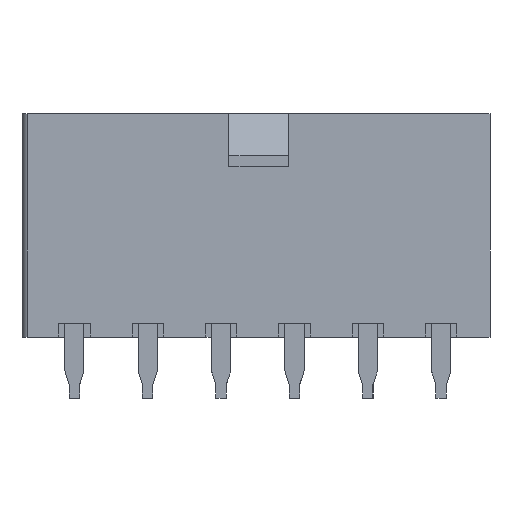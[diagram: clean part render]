
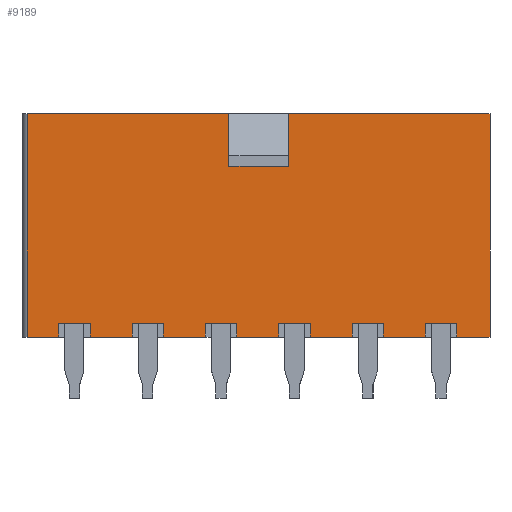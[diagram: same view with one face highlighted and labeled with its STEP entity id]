
A CAD part, front view. The second image highlights one B-rep face of the part: STEP entity #9189.
In plain terms, the highlighted planar face has unit normal (0, -1, 0).
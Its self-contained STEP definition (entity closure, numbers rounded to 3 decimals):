
#518=ORIENTED_EDGE('',*,*,#2998,.F.);
#519=ORIENTED_EDGE('',*,*,#3227,.T.);
#520=ORIENTED_EDGE('',*,*,#3228,.T.);
#521=ORIENTED_EDGE('',*,*,#3229,.T.);
#522=ORIENTED_EDGE('',*,*,#2990,.F.);
#523=ORIENTED_EDGE('',*,*,#3230,.T.);
#524=ORIENTED_EDGE('',*,*,#3100,.T.);
#525=ORIENTED_EDGE('',*,*,#3231,.F.);
#526=ORIENTED_EDGE('',*,*,#3232,.F.);
#527=ORIENTED_EDGE('',*,*,#3233,.T.);
#528=ORIENTED_EDGE('',*,*,#3098,.T.);
#529=ORIENTED_EDGE('',*,*,#2978,.F.);
#530=ORIENTED_EDGE('',*,*,#3038,.F.);
#531=ORIENTED_EDGE('',*,*,#3234,.T.);
#532=ORIENTED_EDGE('',*,*,#3235,.T.);
#533=ORIENTED_EDGE('',*,*,#3236,.T.);
#534=ORIENTED_EDGE('',*,*,#3030,.F.);
#535=ORIENTED_EDGE('',*,*,#3237,.T.);
#536=ORIENTED_EDGE('',*,*,#3238,.T.);
#537=ORIENTED_EDGE('',*,*,#3239,.T.);
#538=ORIENTED_EDGE('',*,*,#3022,.F.);
#539=ORIENTED_EDGE('',*,*,#3240,.T.);
#540=ORIENTED_EDGE('',*,*,#3241,.T.);
#541=ORIENTED_EDGE('',*,*,#3242,.T.);
#542=ORIENTED_EDGE('',*,*,#3014,.F.);
#543=ORIENTED_EDGE('',*,*,#3243,.T.);
#544=ORIENTED_EDGE('',*,*,#3244,.T.);
#545=ORIENTED_EDGE('',*,*,#3245,.T.);
#546=ORIENTED_EDGE('',*,*,#3006,.F.);
#547=ORIENTED_EDGE('',*,*,#3246,.T.);
#548=ORIENTED_EDGE('',*,*,#3247,.T.);
#549=ORIENTED_EDGE('',*,*,#3248,.T.);
#2978=EDGE_CURVE('',#4346,#4343,#5220,.T.);
#2990=EDGE_CURVE('',#4356,#4357,#5232,.T.);
#2998=EDGE_CURVE('',#4364,#4365,#5240,.T.);
#3006=EDGE_CURVE('',#4372,#4373,#5248,.T.);
#3014=EDGE_CURVE('',#4380,#4381,#5256,.T.);
#3022=EDGE_CURVE('',#4388,#4389,#5264,.T.);
#3030=EDGE_CURVE('',#4396,#4397,#5272,.T.);
#3038=EDGE_CURVE('',#4404,#4346,#5280,.T.);
#3098=EDGE_CURVE('',#4453,#4343,#5339,.T.);
#3100=EDGE_CURVE('',#4455,#4454,#5341,.T.);
#3227=EDGE_CURVE('',#4364,#4568,#5467,.T.);
#3228=EDGE_CURVE('',#4568,#4569,#5468,.T.);
#3229=EDGE_CURVE('',#4569,#4357,#5469,.T.);
#3230=EDGE_CURVE('',#4356,#4455,#5470,.T.);
#3231=EDGE_CURVE('',#4570,#4454,#5471,.T.);
#3232=EDGE_CURVE('',#4571,#4570,#5472,.T.);
#3233=EDGE_CURVE('',#4571,#4453,#5473,.T.);
#3234=EDGE_CURVE('',#4404,#4572,#5474,.T.);
#3235=EDGE_CURVE('',#4572,#4573,#5475,.T.);
#3236=EDGE_CURVE('',#4573,#4397,#5476,.T.);
#3237=EDGE_CURVE('',#4396,#4574,#5477,.T.);
#3238=EDGE_CURVE('',#4574,#4575,#5478,.T.);
#3239=EDGE_CURVE('',#4575,#4389,#5479,.T.);
#3240=EDGE_CURVE('',#4388,#4576,#5480,.T.);
#3241=EDGE_CURVE('',#4576,#4577,#5481,.T.);
#3242=EDGE_CURVE('',#4577,#4381,#5482,.T.);
#3243=EDGE_CURVE('',#4380,#4578,#5483,.T.);
#3244=EDGE_CURVE('',#4578,#4579,#5484,.T.);
#3245=EDGE_CURVE('',#4579,#4373,#5485,.T.);
#3246=EDGE_CURVE('',#4372,#4580,#5486,.T.);
#3247=EDGE_CURVE('',#4580,#4581,#5487,.T.);
#3248=EDGE_CURVE('',#4581,#4365,#5488,.T.);
#4343=VERTEX_POINT('',#12702);
#4346=VERTEX_POINT('',#12707);
#4356=VERTEX_POINT('',#12731);
#4357=VERTEX_POINT('',#12733);
#4364=VERTEX_POINT('',#12747);
#4365=VERTEX_POINT('',#12749);
#4372=VERTEX_POINT('',#12763);
#4373=VERTEX_POINT('',#12765);
#4380=VERTEX_POINT('',#12779);
#4381=VERTEX_POINT('',#12781);
#4388=VERTEX_POINT('',#12795);
#4389=VERTEX_POINT('',#12797);
#4396=VERTEX_POINT('',#12811);
#4397=VERTEX_POINT('',#12813);
#4404=VERTEX_POINT('',#12827);
#4453=VERTEX_POINT('',#12939);
#4454=VERTEX_POINT('',#12941);
#4455=VERTEX_POINT('',#12943);
#4568=VERTEX_POINT('',#13193);
#4569=VERTEX_POINT('',#13195);
#4570=VERTEX_POINT('',#13199);
#4571=VERTEX_POINT('',#13201);
#4572=VERTEX_POINT('',#13204);
#4573=VERTEX_POINT('',#13206);
#4574=VERTEX_POINT('',#13209);
#4575=VERTEX_POINT('',#13211);
#4576=VERTEX_POINT('',#13214);
#4577=VERTEX_POINT('',#13216);
#4578=VERTEX_POINT('',#13219);
#4579=VERTEX_POINT('',#13221);
#4580=VERTEX_POINT('',#13224);
#4581=VERTEX_POINT('',#13226);
#5220=LINE('',#12708,#6533);
#5232=LINE('',#12732,#6545);
#5240=LINE('',#12748,#6553);
#5248=LINE('',#12764,#6561);
#5256=LINE('',#12780,#6569);
#5264=LINE('',#12796,#6577);
#5272=LINE('',#12812,#6585);
#5280=LINE('',#12828,#6593);
#5339=LINE('',#12938,#6652);
#5341=LINE('',#12942,#6654);
#5467=LINE('',#13192,#6780);
#5468=LINE('',#13194,#6781);
#5469=LINE('',#13196,#6782);
#5470=LINE('',#13197,#6783);
#5471=LINE('',#13198,#6784);
#5472=LINE('',#13200,#6785);
#5473=LINE('',#13202,#6786);
#5474=LINE('',#13203,#6787);
#5475=LINE('',#13205,#6788);
#5476=LINE('',#13207,#6789);
#5477=LINE('',#13208,#6790);
#5478=LINE('',#13210,#6791);
#5479=LINE('',#13212,#6792);
#5480=LINE('',#13213,#6793);
#5481=LINE('',#13215,#6794);
#5482=LINE('',#13217,#6795);
#5483=LINE('',#13218,#6796);
#5484=LINE('',#13220,#6797);
#5485=LINE('',#13222,#6798);
#5486=LINE('',#13223,#6799);
#5487=LINE('',#13225,#6800);
#5488=LINE('',#13227,#6801);
#6533=VECTOR('',#10278,1000.);
#6545=VECTOR('',#10294,1000.);
#6553=VECTOR('',#10302,1000.);
#6561=VECTOR('',#10310,1000.);
#6569=VECTOR('',#10318,1000.);
#6577=VECTOR('',#10326,1000.);
#6585=VECTOR('',#10334,1000.);
#6593=VECTOR('',#10342,1000.);
#6652=VECTOR('',#10407,1000.);
#6654=VECTOR('',#10409,1000.);
#6780=VECTOR('',#10557,1000.);
#6781=VECTOR('',#10558,1000.);
#6782=VECTOR('',#10559,1000.);
#6783=VECTOR('',#10560,1000.);
#6784=VECTOR('',#10561,1000.);
#6785=VECTOR('',#10562,1000.);
#6786=VECTOR('',#10563,1000.);
#6787=VECTOR('',#10564,1000.);
#6788=VECTOR('',#10565,1000.);
#6789=VECTOR('',#10566,1000.);
#6790=VECTOR('',#10567,1000.);
#6791=VECTOR('',#10568,1000.);
#6792=VECTOR('',#10569,1000.);
#6793=VECTOR('',#10570,1000.);
#6794=VECTOR('',#10571,1000.);
#6795=VECTOR('',#10572,1000.);
#6796=VECTOR('',#10573,1000.);
#6797=VECTOR('',#10574,1000.);
#6798=VECTOR('',#10575,1000.);
#6799=VECTOR('',#10576,1000.);
#6800=VECTOR('',#10577,1000.);
#6801=VECTOR('',#10578,1000.);
#7803=EDGE_LOOP('',(#518,#519,#520,#521,#522,#523,#524,#525,#526,#527,#528,
#529,#530,#531,#532,#533,#534,#535,#536,#537,#538,#539,#540,#541,#542,#543,
#544,#545,#546,#547,#548,#549));
#8285=FACE_BOUND('',#7803,.T.);
#8761=PLANE('',#9675);
#9189=ADVANCED_FACE('',(#8285),#8761,.T.);
#9675=AXIS2_PLACEMENT_3D('',#13191,#10555,#10556);
#10278=DIRECTION('',(0.,0.,1.));
#10294=DIRECTION('',(-1.,0.,0.));
#10302=DIRECTION('',(-1.,0.,0.));
#10310=DIRECTION('',(-1.,0.,0.));
#10318=DIRECTION('',(-1.,0.,0.));
#10326=DIRECTION('',(-1.,0.,0.));
#10334=DIRECTION('',(-1.,0.,0.));
#10342=DIRECTION('',(-1.,0.,0.));
#10407=DIRECTION('',(-1.,0.,0.));
#10409=DIRECTION('',(-1.,0.,0.));
#10555=DIRECTION('',(0.,-1.,0.));
#10556=DIRECTION('',(0.,0.,-1.));
#10557=DIRECTION('',(0.,0.,1.));
#10558=DIRECTION('',(1.,0.,0.));
#10559=DIRECTION('',(0.,0.,-1.));
#10560=DIRECTION('',(0.,0.,1.));
#10561=DIRECTION('',(0.,0.,1.));
#10562=DIRECTION('',(1.,0.,0.));
#10563=DIRECTION('',(0.,0.,1.));
#10564=DIRECTION('',(0.,0.,1.));
#10565=DIRECTION('',(1.,0.,0.));
#10566=DIRECTION('',(0.,0.,-1.));
#10567=DIRECTION('',(0.,0.,1.));
#10568=DIRECTION('',(1.,0.,0.));
#10569=DIRECTION('',(0.,0.,-1.));
#10570=DIRECTION('',(0.,0.,1.));
#10571=DIRECTION('',(1.,0.,0.));
#10572=DIRECTION('',(0.,0.,-1.));
#10573=DIRECTION('',(0.,0.,1.));
#10574=DIRECTION('',(1.,0.,0.));
#10575=DIRECTION('',(0.,0.,-1.));
#10576=DIRECTION('',(0.,0.,1.));
#10577=DIRECTION('',(1.,0.,0.));
#10578=DIRECTION('',(0.,0.,-1.));
#12702=CARTESIAN_POINT('',(-13.25,-4.8,6.4));
#12707=CARTESIAN_POINT('',(-13.25,-4.8,-6.4));
#12708=CARTESIAN_POINT('',(-13.25,-4.8,-6.4));
#12731=CARTESIAN_POINT('',(13.25,-4.8,-6.4));
#12732=CARTESIAN_POINT('',(13.25,-4.8,-6.4));
#12733=CARTESIAN_POINT('',(11.35,-4.8,-6.4));
#12747=CARTESIAN_POINT('',(9.55,-4.8,-6.4));
#12748=CARTESIAN_POINT('',(13.25,-4.8,-6.4));
#12749=CARTESIAN_POINT('',(7.15,-4.8,-6.4));
#12763=CARTESIAN_POINT('',(5.35,-4.8,-6.4));
#12764=CARTESIAN_POINT('',(13.25,-4.8,-6.4));
#12765=CARTESIAN_POINT('',(2.95,-4.8,-6.4));
#12779=CARTESIAN_POINT('',(1.15,-4.8,-6.4));
#12780=CARTESIAN_POINT('',(13.25,-4.8,-6.4));
#12781=CARTESIAN_POINT('',(-1.25,-4.8,-6.4));
#12795=CARTESIAN_POINT('',(-3.05,-4.8,-6.4));
#12796=CARTESIAN_POINT('',(13.25,-4.8,-6.4));
#12797=CARTESIAN_POINT('',(-5.45,-4.8,-6.4));
#12811=CARTESIAN_POINT('',(-7.25,-4.8,-6.4));
#12812=CARTESIAN_POINT('',(13.25,-4.8,-6.4));
#12813=CARTESIAN_POINT('',(-9.65,-4.8,-6.4));
#12827=CARTESIAN_POINT('',(-11.45,-4.8,-6.4));
#12828=CARTESIAN_POINT('',(13.25,-4.8,-6.4));
#12938=CARTESIAN_POINT('',(13.25,-4.8,6.4));
#12939=CARTESIAN_POINT('',(-1.7,-4.8,6.4));
#12941=CARTESIAN_POINT('',(1.7,-4.8,6.4));
#12942=CARTESIAN_POINT('',(13.25,-4.8,6.4));
#12943=CARTESIAN_POINT('',(13.25,-4.8,6.4));
#13191=CARTESIAN_POINT('',(13.25,-4.8,-6.4));
#13192=CARTESIAN_POINT('',(9.55,-4.8,-6.4));
#13193=CARTESIAN_POINT('',(9.55,-4.8,-5.6));
#13194=CARTESIAN_POINT('',(13.25,-4.8,-5.6));
#13195=CARTESIAN_POINT('',(11.35,-4.8,-5.6));
#13196=CARTESIAN_POINT('',(11.35,-4.8,-6.4));
#13197=CARTESIAN_POINT('',(13.25,-4.8,-6.4));
#13198=CARTESIAN_POINT('',(1.7,-4.8,3.4));
#13199=CARTESIAN_POINT('',(1.7,-4.8,3.4));
#13200=CARTESIAN_POINT('',(-1.7,-4.8,3.4));
#13201=CARTESIAN_POINT('',(-1.7,-4.8,3.4));
#13202=CARTESIAN_POINT('',(-1.7,-4.8,3.4));
#13203=CARTESIAN_POINT('',(-11.45,-4.8,-6.4));
#13204=CARTESIAN_POINT('',(-11.45,-4.8,-5.6));
#13205=CARTESIAN_POINT('',(13.25,-4.8,-5.6));
#13206=CARTESIAN_POINT('',(-9.65,-4.8,-5.6));
#13207=CARTESIAN_POINT('',(-9.65,-4.8,-6.4));
#13208=CARTESIAN_POINT('',(-7.25,-4.8,-6.4));
#13209=CARTESIAN_POINT('',(-7.25,-4.8,-5.6));
#13210=CARTESIAN_POINT('',(13.25,-4.8,-5.6));
#13211=CARTESIAN_POINT('',(-5.45,-4.8,-5.6));
#13212=CARTESIAN_POINT('',(-5.45,-4.8,-6.4));
#13213=CARTESIAN_POINT('',(-3.05,-4.8,-6.4));
#13214=CARTESIAN_POINT('',(-3.05,-4.8,-5.6));
#13215=CARTESIAN_POINT('',(13.25,-4.8,-5.6));
#13216=CARTESIAN_POINT('',(-1.25,-4.8,-5.6));
#13217=CARTESIAN_POINT('',(-1.25,-4.8,-6.4));
#13218=CARTESIAN_POINT('',(1.15,-4.8,-6.4));
#13219=CARTESIAN_POINT('',(1.15,-4.8,-5.6));
#13220=CARTESIAN_POINT('',(13.25,-4.8,-5.6));
#13221=CARTESIAN_POINT('',(2.95,-4.8,-5.6));
#13222=CARTESIAN_POINT('',(2.95,-4.8,-6.4));
#13223=CARTESIAN_POINT('',(5.35,-4.8,-6.4));
#13224=CARTESIAN_POINT('',(5.35,-4.8,-5.6));
#13225=CARTESIAN_POINT('',(13.25,-4.8,-5.6));
#13226=CARTESIAN_POINT('',(7.15,-4.8,-5.6));
#13227=CARTESIAN_POINT('',(7.15,-4.8,-6.4));
